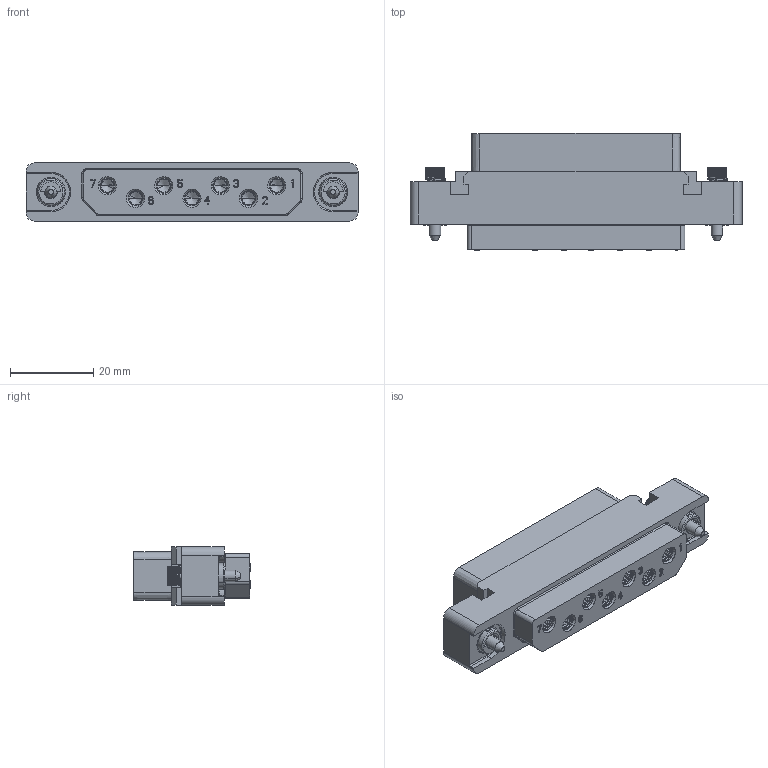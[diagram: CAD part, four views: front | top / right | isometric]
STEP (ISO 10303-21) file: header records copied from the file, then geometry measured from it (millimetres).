
FILE_DESCRIPTION((''),'2;1');
FILE_NAME('1900ND06S1A00B','2020-08-03T',('presta_be4'),(''),'CREO PARAMETRIC BY PTC INC, 2018360','CREO PARAMETRIC BY PTC INC, 2018360','');
FILE_SCHEMA(('CONFIG_CONTROL_DESIGN'));
Products named in the file (1): 1900ND06S1A00B
Bounding box: 80 x 28.2 x 14 mm (x, y, z)
Volume: 18145.3 mm3; surface area: 17791.5 mm2
Topology: 3 solids, 3 shells, 2917 faces, 7735 edges, 4948 vertices
Faces by surface type: plane 1490, cylinder 647, cone 430, torus 290, extrusion 32, bspline 28
Entity records: 111955 total; most frequent: CARTESIAN_POINT 40734, ORIENTED_EDGE 15406, DIRECTION 14129, EDGE_CURVE 7703, VERTEX_POINT 4948, AXIS2_PLACEMENT_3D 4939, VECTOR 4251, LINE 4219
